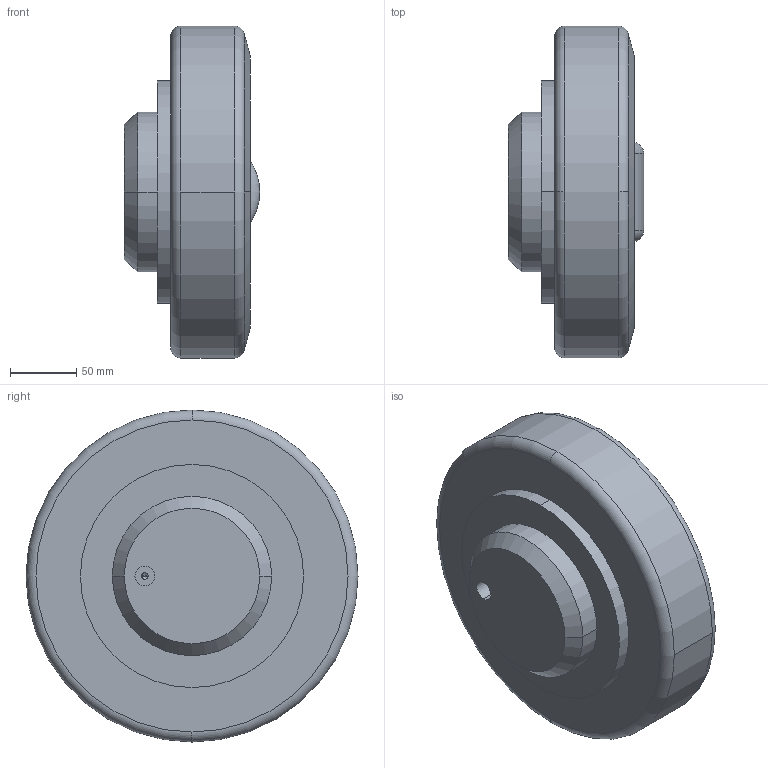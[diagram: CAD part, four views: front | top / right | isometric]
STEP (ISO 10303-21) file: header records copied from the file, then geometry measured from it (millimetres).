
FILE_DESCRIPTION(('STEP AP203'),'1');
FILE_NAME('4_092.stp','2014-08-06T06:54:10',('TraceParts'),('TraceParts S.A.'),'XStep 1.0',' ',' ');
FILE_SCHEMA(('CONFIG_CONTROL_DESIGN'));
Length unit declared in the file: millimetre
Products named in the file (1): 1
Bounding box: 102 x 250 x 250 mm (x, y, z)
Volume: 3370741.6 mm3; surface area: 154465.1 mm2
Topology: 1 solids, 1 shells, 42 faces, 100 edges, 64 vertices
Faces by surface type: cylinder 14, plane 14, cone 8, torus 6
Entity records: 1549 total; most frequent: CARTESIAN_POINT 505, DIRECTION 227, ORIENTED_EDGE 196, EDGE_CURVE 98, AXIS2_PLACEMENT_3D 94, VERTEX_POINT 64, CIRCLE 51, EDGE_LOOP 48
